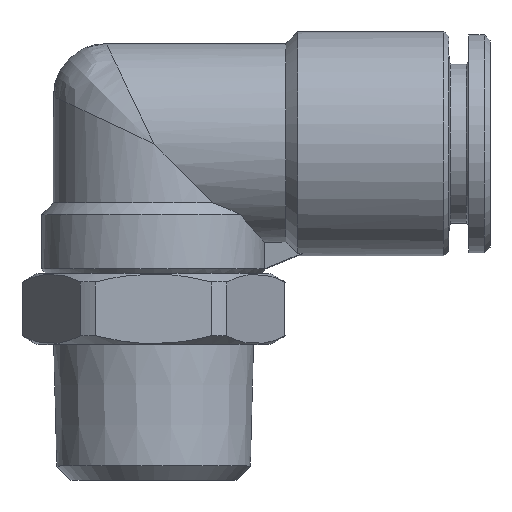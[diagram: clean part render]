
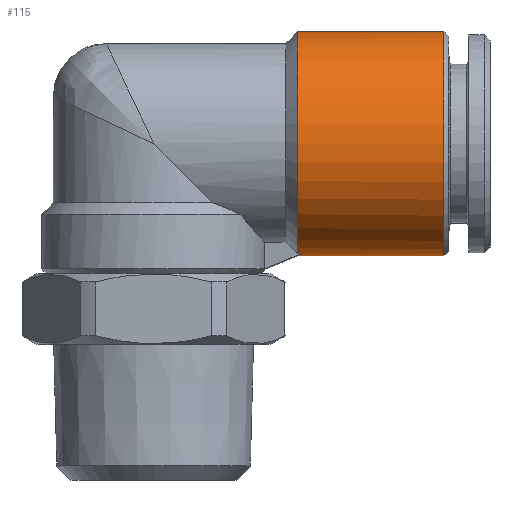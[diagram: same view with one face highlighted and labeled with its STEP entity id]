
A CAD part, top view. The second image highlights one B-rep face of the part: STEP entity #115.
In plain terms, the highlighted cylindrical face has radius 9.5 mm (diameter 19 mm), a full revolution.
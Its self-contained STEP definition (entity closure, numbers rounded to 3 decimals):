
#115 = ADVANCED_FACE( 'NONE', ( #220, #221 ), #222, .T. );
#220 = FACE_OUTER_BOUND( '', #348, .T. );
#221 = FACE_OUTER_BOUND( '', #349, .T. );
#222 = CYLINDRICAL_SURFACE( '', #350, 9.5 );
#348 = EDGE_LOOP( '', ( #784, #785, #786, #787 ) );
#349 = EDGE_LOOP( '', ( #788 ) );
#350 = AXIS2_PLACEMENT_3D( '', #789, #790, #791 );
#784 = ORIENTED_EDGE( '', *, *, #906, .F. );
#785 = ORIENTED_EDGE( '', *, *, #870, .F. );
#786 = ORIENTED_EDGE( '', *, *, #938, .F. );
#787 = ORIENTED_EDGE( '', *, *, #944, .T. );
#788 = ORIENTED_EDGE( '', *, *, #901, .T. );
#789 = CARTESIAN_POINT( '', ( -11.484, 28.5, 0. ) );
#790 = DIRECTION( '', ( 1., 0., 0. ) );
#791 = DIRECTION( '', ( 0., 0., 1. ) );
#870 = EDGE_CURVE( 'NONE', #1066, #1068, #1069, .T. );
#901 = EDGE_CURVE( 'NONE', #1128, #1128, #1129, .T. );
#906 = EDGE_CURVE( 'NONE', #1068, #1137, #1138, .T. );
#938 = EDGE_CURVE( 'NONE', #1187, #1066, #1189, .T. );
#944 = EDGE_CURVE( 'NONE', #1187, #1137, #1198, .T. );
#1066 = VERTEX_POINT( 'NONE', #1301 );
#1068 = VERTEX_POINT( 'NONE', #1304 );
#1069 = ( BOUNDED_CURVE(  )B_SPLINE_CURVE( 3, ( #1307, #1308, #1309, #1310 ), .UNSPECIFIED., .F., .F. )B_SPLINE_CURVE_WITH_KNOTS( ( 4, 4 ), ( 4.501, 4.508 ), .UNSPECIFIED. )CURVE(  )GEOMETRIC_REPRESENTATION_ITEM(  )RATIONAL_B_SPLINE_CURVE( ( 1., 1., 1., 1. ) )REPRESENTATION_ITEM( '' ) );
#1128 = VERTEX_POINT( '', #1446 );
#1129 = CIRCLE( '', #1447, 9.5 );
#1137 = VERTEX_POINT( 'NONE', #1473 );
#1138 = CIRCLE( '', #1474, 9.5 );
#1187 = VERTEX_POINT( 'NONE', #1646 );
#1189 = B_SPLINE_CURVE_WITH_KNOTS( '', 3, ( #1649, #1650, #1651, #1652, #1653, #1654, #1655, #1656, #1657, #1658, #1659, #1660, #1661, #1662, #1663 ), .UNSPECIFIED., .F., .F., ( 4, 1, 1, 1, 1, 1, 1, 1, 1, 1, 1, 1, 4 ), ( 0., 0.051, 0.101, 0.151, 0.201, 0.251, 0.375, 0.499, 0.624, 0.75, 0.833, 0.916, 1. ), .UNSPECIFIED. );
#1198 = ( BOUNDED_CURVE(  )B_SPLINE_CURVE( 3, ( #1683, #1684, #1685, #1686 ), .UNSPECIFIED., .F., .F. )B_SPLINE_CURVE_WITH_KNOTS( ( 4, 4 ), ( 4.501, 4.508 ), .UNSPECIFIED. )CURVE(  )GEOMETRIC_REPRESENTATION_ITEM(  )RATIONAL_B_SPLINE_CURVE( ( 1., 1., 1., 1. ) )REPRESENTATION_ITEM( '' ) );
#1301 = CARTESIAN_POINT( '', ( 12.589, 19.212, 1.994 ) );
#1304 = CARTESIAN_POINT( '', ( 12.2, 19.199, 1.932 ) );
#1307 = CARTESIAN_POINT( '', ( 12.589, 19.212, 1.994 ) );
#1308 = CARTESIAN_POINT( '', ( 12.46, 19.207, 1.973 ) );
#1309 = CARTESIAN_POINT( '', ( 12.33, 19.203, 1.953 ) );
#1310 = CARTESIAN_POINT( '', ( 12.2, 19.199, 1.932 ) );
#1446 = CARTESIAN_POINT( '', ( 24.6, 28.5, 9.5 ) );
#1447 = AXIS2_PLACEMENT_3D( '', #1824, #1825, #1826 );
#1473 = CARTESIAN_POINT( '', ( 12.2, 19.199, -1.932 ) );
#1474 = AXIS2_PLACEMENT_3D( '', #1833, #1834, #1835 );
#1646 = CARTESIAN_POINT( '', ( 12.589, 19.212, -1.994 ) );
#1649 = CARTESIAN_POINT( '', ( 12.589, 19.212, -1.994 ) );
#1650 = CARTESIAN_POINT( '', ( 12.566, 19.198, -1.93 ) );
#1651 = CARTESIAN_POINT( '', ( 12.519, 19.172, -1.802 ) );
#1652 = CARTESIAN_POINT( '', ( 12.457, 19.136, -1.608 ) );
#1653 = CARTESIAN_POINT( '', ( 12.402, 19.105, -1.413 ) );
#1654 = CARTESIAN_POINT( '', ( 12.355, 19.077, -1.216 ) );
#1655 = CARTESIAN_POINT( '', ( 12.294, 19.042, -0.917 ) );
#1656 = CARTESIAN_POINT( '', ( 12.238, 19.009, -0.513 ) );
#1657 = CARTESIAN_POINT( '', ( 12.215, 18.995, -0.001 ) );
#1658 = CARTESIAN_POINT( '', ( 12.238, 19.009, 0.512 ) );
#1659 = CARTESIAN_POINT( '', ( 12.301, 19.046, 0.963 ) );
#1660 = CARTESIAN_POINT( '', ( 12.384, 19.094, 1.35 ) );
#1661 = CARTESIAN_POINT( '', ( 12.475, 19.147, 1.676 ) );
#1662 = CARTESIAN_POINT( '', ( 12.551, 19.19, 1.887 ) );
#1663 = CARTESIAN_POINT( '', ( 12.589, 19.212, 1.994 ) );
#1683 = CARTESIAN_POINT( '', ( 12.589, 19.212, -1.994 ) );
#1684 = CARTESIAN_POINT( '', ( 12.46, 19.207, -1.973 ) );
#1685 = CARTESIAN_POINT( '', ( 12.33, 19.203, -1.953 ) );
#1686 = CARTESIAN_POINT( '', ( 12.2, 19.199, -1.932 ) );
#1824 = CARTESIAN_POINT( '', ( 24.6, 28.5, 0. ) );
#1825 = DIRECTION( '', ( -1., 0., 0. ) );
#1826 = DIRECTION( '', ( 0., 0., 1. ) );
#1833 = CARTESIAN_POINT( '', ( 12.2, 28.5, 0. ) );
#1834 = DIRECTION( '', ( -1., 0., 0. ) );
#1835 = DIRECTION( '', ( 0., 0., 1. ) );
